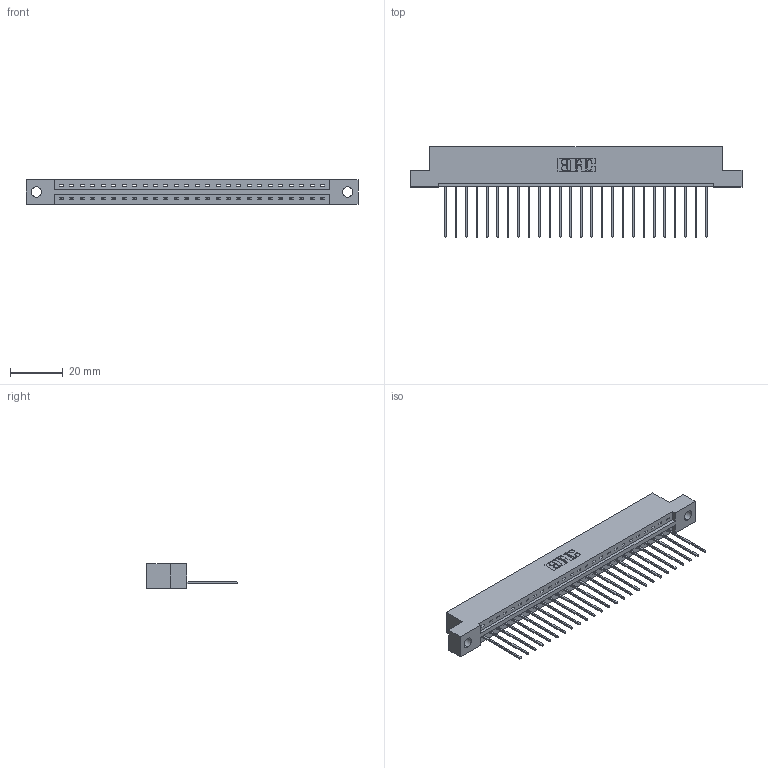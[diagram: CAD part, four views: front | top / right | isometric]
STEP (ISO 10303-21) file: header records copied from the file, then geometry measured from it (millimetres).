
FILE_DESCRIPTION (( 'STEP AP203' ), '1' );
FILE_NAME ('337-026-541-104.STEP', '2019-09-30T18:47:34', ( '' ), ( '' ), 'SwSTEP 2.0', 'SolidWorks 2016', '' );
FILE_SCHEMA (( 'CONFIG_CONTROL_DESIGN' ));
Length unit declared in the file: inch
Products named in the file (3): 337 Part_Flush Mounting Lugs - 0.156 Dia-TH; 345-292-001_345-293-141; 337-026-541-104
Assembly tree (27 placements, depth 2):
  337-026-541-104
    337 Part_Flush Mounting Lugs - 0.156 Dia-TH
    345-292-001_345-293-141  x26
Bounding box: 126.03 x 34.3 x 9.4 mm (x, y, z)
Volume: 12896.9 mm3; surface area: 13561.3 mm2
Topology: 27 solids, 27 shells, 1726 faces, 5199 edges, 3430 vertices
Faces by surface type: plane 1266, cylinder 460
Entity records: 21417 total; most frequent: CARTESIAN_POINT 3736, ORIENTED_EDGE 3698, DIRECTION 3177, EDGE_CURVE 1849, VECTOR 1721, LINE 1721, VERTEX_POINT 1230, AXIS2_PLACEMENT_3D 728
